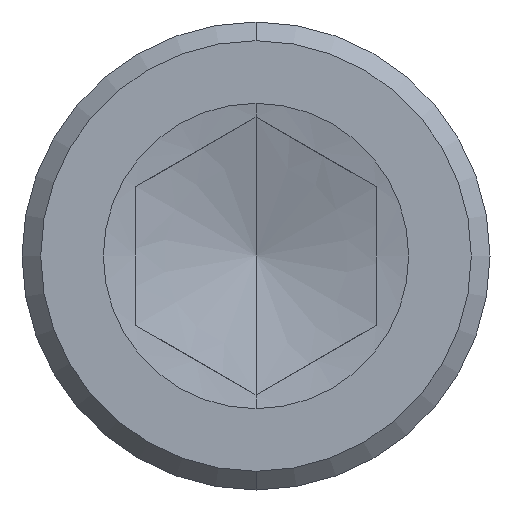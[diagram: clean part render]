
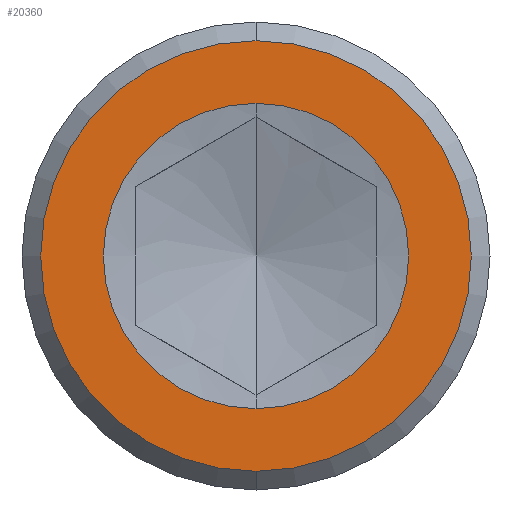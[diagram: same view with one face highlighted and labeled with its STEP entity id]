
A CAD part, left-side view. The second image highlights one B-rep face of the part: STEP entity #20360.
In plain terms, the highlighted planar face has unit normal (-1, 0, 0).
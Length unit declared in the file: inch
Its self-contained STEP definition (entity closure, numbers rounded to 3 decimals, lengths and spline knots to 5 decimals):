
#11502=CARTESIAN_POINT('',(-0.11,0.,0.));
#11503=DIRECTION('',(-1.,0.,0.));
#11504=DIRECTION('',(0.,1.,0.));
#11505=AXIS2_PLACEMENT_3D('',#11502,#11503,#11504);
#11507=CARTESIAN_POINT('',(-0.11,0.,0.));
#11508=DIRECTION('',(-1.,0.,0.));
#11509=DIRECTION('',(0.,-1.,0.));
#11510=AXIS2_PLACEMENT_3D('',#11507,#11508,#11509);
#11512=CARTESIAN_POINT('',(-0.11,0.,0.));
#11513=DIRECTION('',(-1.,0.,0.));
#11514=DIRECTION('',(0.,1.,0.));
#11515=AXIS2_PLACEMENT_3D('',#11512,#11513,#11514);
#11517=CARTESIAN_POINT('',(-0.11,0.,0.));
#11518=DIRECTION('',(-1.,0.,0.));
#11519=DIRECTION('',(0.,-1.,0.));
#11520=AXIS2_PLACEMENT_3D('',#11517,#11518,#11519);
#14484=CARTESIAN_POINT('',(-0.11,0.0597,0.));
#14485=VERTEX_POINT('',#14484);
#14486=CARTESIAN_POINT('',(-0.11,-0.0597,0.));
#14487=VERTEX_POINT('',#14486);
#14492=CARTESIAN_POINT('',(-0.11,0.08418,0.));
#14493=CARTESIAN_POINT('',(-0.11,-0.08418,0.));
#14494=VERTEX_POINT('',#14492);
#14495=VERTEX_POINT('',#14493);
#20344=CARTESIAN_POINT('',(-0.11,0.,0.));
#20345=DIRECTION('',(-1.,0.,0.));
#20346=DIRECTION('',(0.,1.,0.));
#20347=AXIS2_PLACEMENT_3D('',#20344,#20345,#20346);
#20348=PLANE('',#20347);
#20350=ORIENTED_EDGE('',*,*,#20349,.F.);
#20351=ORIENTED_EDGE('',*,*,#20334,.F.);
#20352=EDGE_LOOP('',(#20350,#20351));
#20353=FACE_OUTER_BOUND('',#20352,.F.);
#20355=ORIENTED_EDGE('',*,*,#20354,.T.);
#20357=ORIENTED_EDGE('',*,*,#20356,.T.);
#20358=EDGE_LOOP('',(#20355,#20357));
#20359=FACE_BOUND('',#20358,.F.);
#11506=CIRCLE('',#11505,0.08418);
#11511=CIRCLE('',#11510,0.08418);
#11516=CIRCLE('',#11515,0.0597);
#11521=CIRCLE('',#11520,0.0597);
#20334=EDGE_CURVE('',#14495,#14494,#11511,.T.);
#20349=EDGE_CURVE('',#14494,#14495,#11506,.T.);
#20354=EDGE_CURVE('',#14485,#14487,#11516,.T.);
#20356=EDGE_CURVE('',#14487,#14485,#11521,.T.);
#20360=ADVANCED_FACE('',(#20353,#20359),#20348,.T.);
